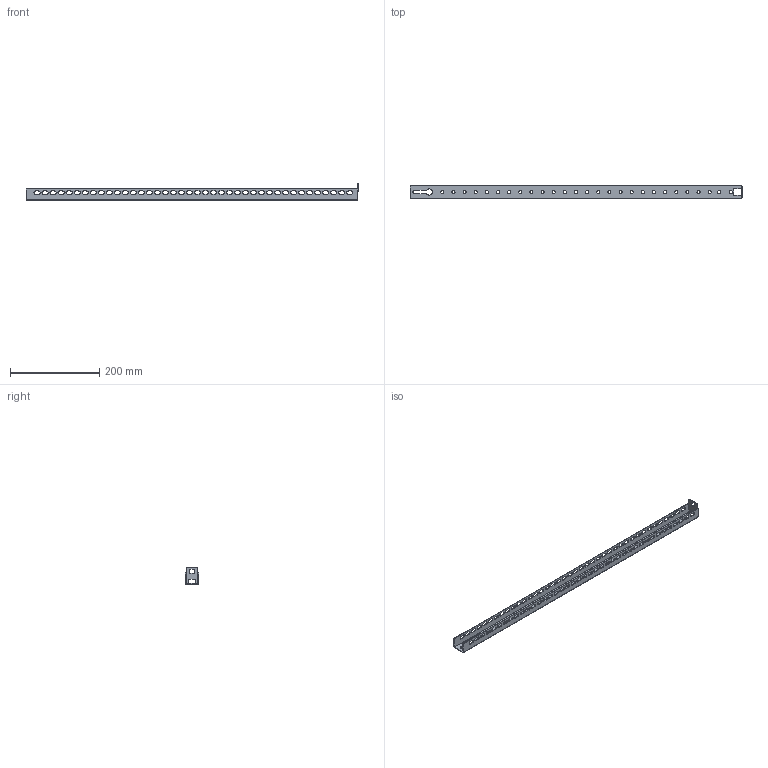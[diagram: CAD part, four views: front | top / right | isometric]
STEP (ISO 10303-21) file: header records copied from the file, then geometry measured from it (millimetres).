
FILE_DESCRIPTION (( 'STEP AP203' ), '1' );
FILE_NAME ('QB09C353.step', '2011-02-18T06:53:07', ( 'User' ), ( 'DKC' ), 'SwSTEP 2.0', 'SolidWorks 2010', '' );
FILE_SCHEMA (( 'CONFIG_CONTROL_DESIGN' ));
Length unit declared in the file: millimetre
Products named in the file (1): QB09C353
Bounding box: 745 x 30 x 36.5 mm (x, y, z)
Volume: 73317.6 mm3; surface area: 105875.2 mm2
Topology: 1 solids, 1 shells, 431 faces, 1261 edges, 830 vertices
Faces by surface type: cylinder 233, plane 194, bspline 4
Entity records: 15082 total; most frequent: CARTESIAN_POINT 2735, DIRECTION 2559, ORIENTED_EDGE 2522, EDGE_CURVE 1261, AXIS2_PLACEMENT_3D 886, VERTEX_POINT 830, LINE 787, VECTOR 787
